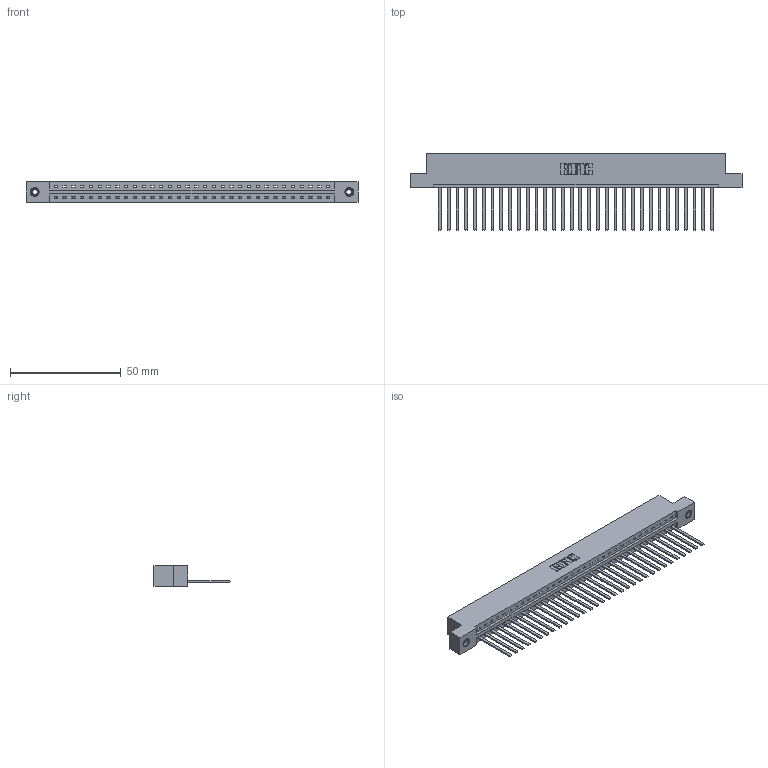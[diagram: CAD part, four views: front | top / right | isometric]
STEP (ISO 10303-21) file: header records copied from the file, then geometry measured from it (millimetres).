
FILE_DESCRIPTION (( 'STEP AP203' ), '1' );
FILE_NAME ('387-032-544-108.STEP', '2019-10-03T21:06:12', ( '' ), ( '' ), 'SwSTEP 2.0', 'SolidWorks 2016', '' );
FILE_SCHEMA (( 'CONFIG_CONTROL_DESIGN' ));
Length unit declared in the file: inch
Products named in the file (4): 387-032-544-108; 337 Part_Flush Mounting Lugs - 0.156 Dia-TI; 345-250-001_345-250-003-102; 345-292-001_345-293-144
Assembly tree (35 placements, depth 2):
  387-032-544-108
    337 Part_Flush Mounting Lugs - 0.156 Dia-TI
    345-292-001_345-293-144  x32
    345-250-001_345-250-003-102  x2
Bounding box: 149.81 x 34.3 x 9.4 mm (x, y, z)
Volume: 15809.1 mm3; surface area: 17529.7 mm2
Topology: 35 solids, 35 shells, 1966 faces, 5887 edges, 3874 vertices
Faces by surface type: plane 1446, cylinder 504, cone 12, torus 4
Entity records: 26082 total; most frequent: CARTESIAN_POINT 4521, ORIENTED_EDGE 4482, DIRECTION 3855, EDGE_CURVE 2241, VECTOR 2097, LINE 2097, VERTEX_POINT 1488, AXIS2_PLACEMENT_3D 879
